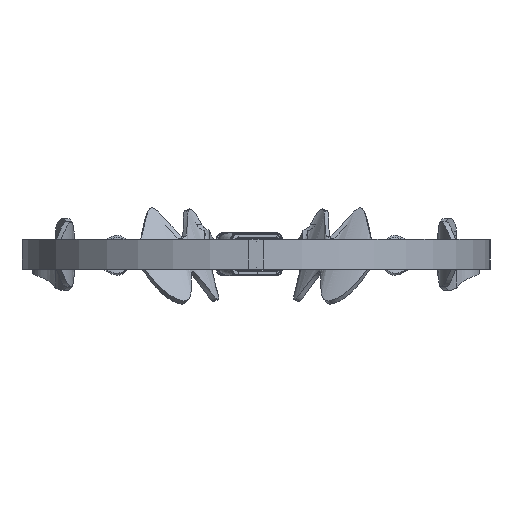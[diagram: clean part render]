
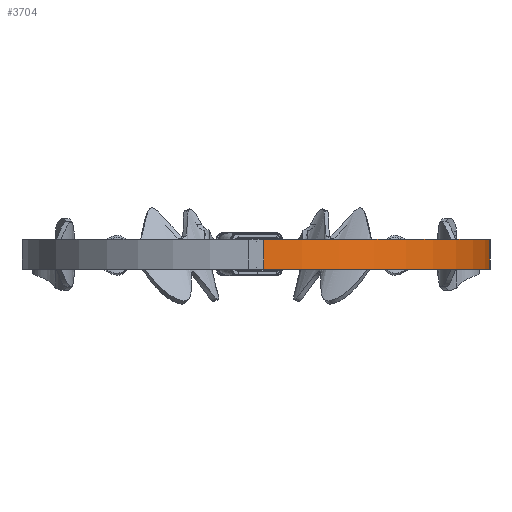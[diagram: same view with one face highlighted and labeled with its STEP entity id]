
A CAD part, front view. The second image highlights one B-rep face of the part: STEP entity #3704.
In plain terms, the highlighted cylindrical face has radius 125 mm (diameter 250 mm), a partial arc.
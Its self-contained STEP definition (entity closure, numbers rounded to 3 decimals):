
#2120 = DIRECTION ( 'NONE',  ( 0.82, 0.572, 0. ) ) ;
#2179 = CYLINDRICAL_SURFACE ( 'NONE', #7857, 125. ) ;
#3704 = ADVANCED_FACE ( 'NONE', ( #17257 ), #2179, .T. ) ;
#4224 = ORIENTED_EDGE ( 'NONE', *, *, #10906, .T. ) ;
#4809 = VERTEX_POINT ( 'NONE', #17584 ) ;
#4826 = VECTOR ( 'NONE', #9764, 1000. ) ;
#5106 = CIRCLE ( 'NONE', #10803, 125. ) ;
#5402 = CARTESIAN_POINT ( 'NONE',  ( 102.498, -153.452, -8. ) ) ;
#6608 = EDGE_CURVE ( 'NONE', #16366, #19466, #14105, .T. ) ;
#6921 = DIRECTION ( 'NONE',  ( 0., 0., -1. ) ) ;
#7511 = EDGE_CURVE ( 'NONE', #4809, #22186, #11615, .T. ) ;
#7857 = AXIS2_PLACEMENT_3D ( 'NONE', #19065, #18899, #17182 ) ;
#7996 = EDGE_CURVE ( 'NONE', #16366, #22186, #14667, .T. ) ;
#9068 = DIRECTION ( 'NONE',  ( 0.82, 0.572, 0. ) ) ;
#9582 = ORIENTED_EDGE ( 'NONE', *, *, #7511, .T. ) ;
#9764 = DIRECTION ( 'NONE',  ( 0., 0., -1. ) ) ;
#10803 = AXIS2_PLACEMENT_3D ( 'NONE', #13900, #15678, #2120 ) ;
#10906 = EDGE_CURVE ( 'NONE', #19466, #4809, #5106, .T. ) ;
#11494 = CARTESIAN_POINT ( 'NONE',  ( 4., -349.936, 0. ) ) ;
#11615 = LINE ( 'NONE', #11494, #4826 ) ;
#12094 = ORIENTED_EDGE ( 'NONE', *, *, #7996, .F. ) ;
#13900 = CARTESIAN_POINT ( 'NONE',  ( 0., -225., 8. ) ) ;
#13906 = EDGE_LOOP ( 'NONE', ( #4224, #9582, #12094, #23151 ) ) ;
#14105 = LINE ( 'NONE', #18930, #23848 ) ;
#14667 = CIRCLE ( 'NONE', #20441, 125. ) ;
#15678 = DIRECTION ( 'NONE',  ( 0., 0., -1. ) ) ;
#16366 = VERTEX_POINT ( 'NONE', #5402 ) ;
#17182 = DIRECTION ( 'NONE',  ( -1., 0., 0. ) ) ;
#17257 = FACE_OUTER_BOUND ( 'NONE', #13906, .T. ) ;
#17584 = CARTESIAN_POINT ( 'NONE',  ( 4., -349.936, 8. ) ) ;
#18661 = CARTESIAN_POINT ( 'NONE',  ( 0., -225., -8. ) ) ;
#18839 = DIRECTION ( 'NONE',  ( 0., 0., 1. ) ) ;
#18899 = DIRECTION ( 'NONE',  ( 0., 0., -1. ) ) ;
#18930 = CARTESIAN_POINT ( 'NONE',  ( 102.498, -153.452, 8. ) ) ;
#19065 = CARTESIAN_POINT ( 'NONE',  ( 0., -225., 0. ) ) ;
#19466 = VERTEX_POINT ( 'NONE', #25143 ) ;
#20441 = AXIS2_PLACEMENT_3D ( 'NONE', #18661, #6921, #9068 ) ;
#22186 = VERTEX_POINT ( 'NONE', #22230 ) ;
#22230 = CARTESIAN_POINT ( 'NONE',  ( 4., -349.936, -8. ) ) ;
#23151 = ORIENTED_EDGE ( 'NONE', *, *, #6608, .T. ) ;
#23848 = VECTOR ( 'NONE', #18839, 1000. ) ;
#25143 = CARTESIAN_POINT ( 'NONE',  ( 102.498, -153.452, 8. ) ) ;
